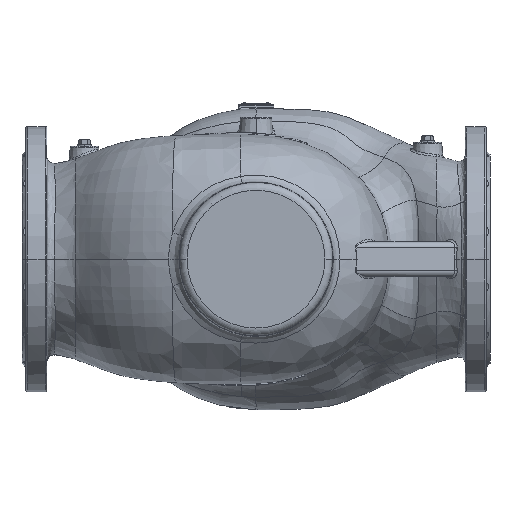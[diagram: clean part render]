
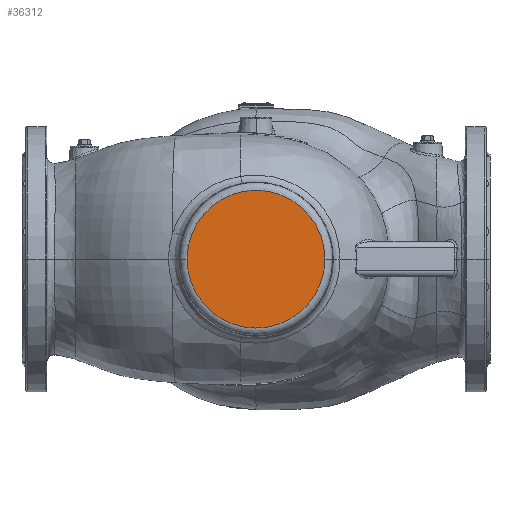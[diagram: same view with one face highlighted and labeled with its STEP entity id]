
A CAD part, front view. The second image highlights one B-rep face of the part: STEP entity #36312.
In plain terms, the highlighted planar face has unit normal (0, -1, 0).
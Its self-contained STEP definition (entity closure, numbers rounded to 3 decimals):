
#2846=CARTESIAN_POINT('',(0.,-245.,0.));
#2847=DIRECTION('',(0.,1.,0.));
#2848=DIRECTION('',(1.,0.,0.));
#2849=AXIS2_PLACEMENT_3D('',#2846,#2847,#2848);
#2851=CARTESIAN_POINT('',(0.,-245.,0.));
#2852=DIRECTION('',(0.,1.,0.));
#2853=DIRECTION('',(1.,0.,-0.017));
#2854=AXIS2_PLACEMENT_3D('',#2851,#2852,#2853);
#2856=CARTESIAN_POINT('',(0.,-245.,0.));
#2857=DIRECTION('',(0.,1.,0.));
#2858=DIRECTION('',(-1.,0.,0.));
#2859=AXIS2_PLACEMENT_3D('',#2856,#2857,#2858);
#2861=CARTESIAN_POINT('',(0.,-245.,0.));
#2862=DIRECTION('',(0.,1.,0.));
#2863=DIRECTION('',(-1.,0.,0.017));
#2864=AXIS2_PLACEMENT_3D('',#2861,#2862,#2863);
#26176=CARTESIAN_POINT('',(-88.331,-245.,1.462));
#26177=CARTESIAN_POINT('',(88.343,-245.,0.));
#26178=VERTEX_POINT('',#26176);
#26179=VERTEX_POINT('',#26177);
#26180=CARTESIAN_POINT('',(-88.343,-245.,0.));
#26181=VERTEX_POINT('',#26180);
#26182=CARTESIAN_POINT('',(88.331,-245.,-1.462));
#26183=VERTEX_POINT('',#26182);
#36299=CARTESIAN_POINT('',(0.,-245.,0.));
#36300=DIRECTION('',(0.,-1.,0.));
#36301=DIRECTION('',(1.,0.,0.));
#36302=AXIS2_PLACEMENT_3D('',#36299,#36300,#36301);
#36303=PLANE('',#36302);
#36305=ORIENTED_EDGE('',*,*,#36304,.T.);
#36307=ORIENTED_EDGE('',*,*,#36306,.T.);
#36308=ORIENTED_EDGE('',*,*,#36287,.T.);
#36309=ORIENTED_EDGE('',*,*,#36285,.T.);
#36310=EDGE_LOOP('',(#36305,#36307,#36308,#36309));
#36311=FACE_OUTER_BOUND('',#36310,.F.);
#36312=ADVANCED_FACE('',(#36311),#36303,.T.);
#2850=CIRCLE('',#2849,88.343);
#2855=CIRCLE('',#2854,88.343);
#2860=CIRCLE('',#2859,88.343);
#2865=CIRCLE('',#2864,88.343);
#36285=EDGE_CURVE('',#26178,#26179,#2865,.T.);
#36287=EDGE_CURVE('',#26181,#26178,#2860,.T.);
#36304=EDGE_CURVE('',#26179,#26183,#2850,.T.);
#36306=EDGE_CURVE('',#26183,#26181,#2855,.T.);
